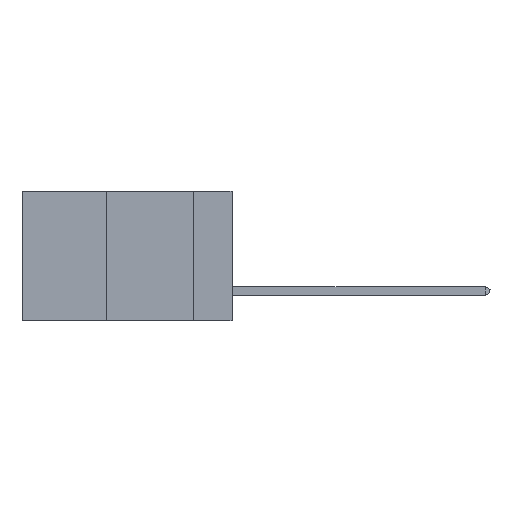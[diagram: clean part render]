
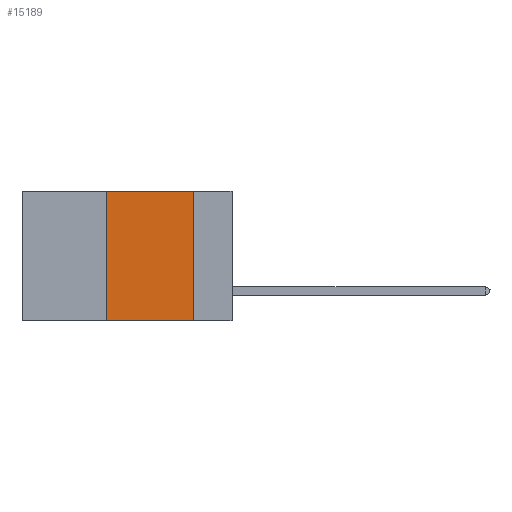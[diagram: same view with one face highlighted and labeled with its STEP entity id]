
A CAD part, left-side view. The second image highlights one B-rep face of the part: STEP entity #15189.
In plain terms, the highlighted planar face has unit normal (-1, 0, 0).
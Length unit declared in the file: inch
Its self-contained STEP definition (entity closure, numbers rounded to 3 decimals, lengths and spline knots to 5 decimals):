
#126 = AXIS2_PLACEMENT_3D ( 'NONE', #11565, #15700, #8530 ) ;
#420 = CARTESIAN_POINT ( 'NONE',  ( 0., 0.36, -0.37 ) ) ;
#641 = VERTEX_POINT ( 'NONE', #420 ) ;
#1718 = ORIENTED_EDGE ( 'NONE', *, *, #12811, .F. ) ;
#1834 = LINE ( 'NONE', #15711, #10048 ) ;
#2215 = VECTOR ( 'NONE', #12140, 39.37008 ) ;
#2335 = VECTOR ( 'NONE', #7481, 39.37008 ) ;
#2670 = LINE ( 'NONE', #9101, #2215 ) ;
#3049 = VERTEX_POINT ( 'NONE', #6584 ) ;
#5246 = EDGE_CURVE ( 'NONE', #3049, #8032, #8084, .T. ) ;
#5659 = CARTESIAN_POINT ( 'NONE',  ( 0., 0.11, 0. ) ) ;
#6584 = CARTESIAN_POINT ( 'NONE',  ( 0., 0.11, 0. ) ) ;
#6654 = VERTEX_POINT ( 'NONE', #11836 ) ;
#7481 = DIRECTION ( 'NONE',  ( 0., -1., 0. ) ) ;
#8032 = VERTEX_POINT ( 'NONE', #8090 ) ;
#8084 = LINE ( 'NONE', #5659, #16409 ) ;
#8090 = CARTESIAN_POINT ( 'NONE',  ( 0., 0.11, -0.37 ) ) ;
#8530 = DIRECTION ( 'NONE',  ( 0., 0., -1. ) ) ;
#8839 = CARTESIAN_POINT ( 'NONE',  ( 0., 0.6, 0. ) ) ;
#9101 = CARTESIAN_POINT ( 'NONE',  ( 0., 0.6, -0.37 ) ) ;
#10026 = ORIENTED_EDGE ( 'NONE', *, *, #14652, .T. ) ;
#10048 = VECTOR ( 'NONE', #18359, 39.37008 ) ;
#11458 = DIRECTION ( 'NONE',  ( 0., 0., -1. ) ) ;
#11565 = CARTESIAN_POINT ( 'NONE',  ( 0., 0.6, 0. ) ) ;
#11836 = CARTESIAN_POINT ( 'NONE',  ( 0., 0.36, 0. ) ) ;
#12140 = DIRECTION ( 'NONE',  ( 0., -1., 0. ) ) ;
#12811 = EDGE_CURVE ( 'NONE', #641, #6654, #1834, .T. ) ;
#12842 = LINE ( 'NONE', #8839, #2335 ) ;
#14235 = EDGE_LOOP ( 'NONE', ( #17787, #14382, #1718, #10026 ) ) ;
#14382 = ORIENTED_EDGE ( 'NONE', *, *, #16857, .F. ) ;
#14652 = EDGE_CURVE ( 'NONE', #641, #8032, #2670, .T. ) ;
#15189 = ADVANCED_FACE ( 'NONE', ( #16975 ), #17279, .F. ) ;
#15700 = DIRECTION ( 'NONE',  ( 1., 0., 0. ) ) ;
#15711 = CARTESIAN_POINT ( 'NONE',  ( 0., 0.36, 0. ) ) ;
#16409 = VECTOR ( 'NONE', #11458, 39.37008 ) ;
#16857 = EDGE_CURVE ( 'NONE', #6654, #3049, #12842, .T. ) ;
#16975 = FACE_OUTER_BOUND ( 'NONE', #14235, .T. ) ;
#17279 = PLANE ( 'NONE',  #126 ) ;
#17787 = ORIENTED_EDGE ( 'NONE', *, *, #5246, .F. ) ;
#18359 = DIRECTION ( 'NONE',  ( 0., 0., 1. ) ) ;
